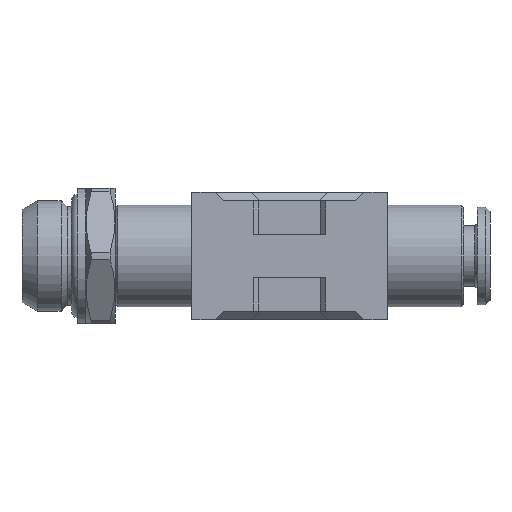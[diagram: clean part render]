
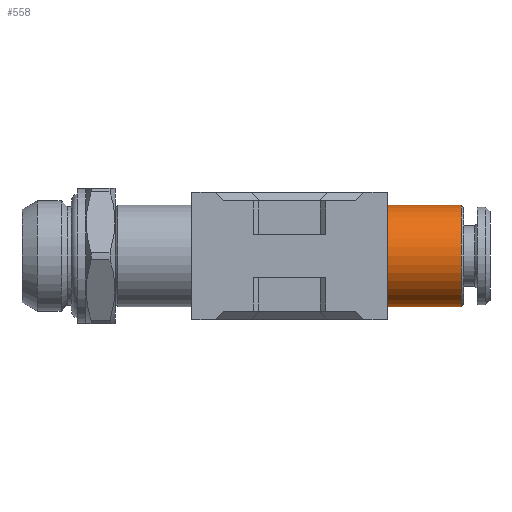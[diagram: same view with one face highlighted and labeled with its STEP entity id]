
A CAD part, front view. The second image highlights one B-rep face of the part: STEP entity #558.
In plain terms, the highlighted cylindrical face has radius 6 mm (diameter 12 mm), a partial arc.
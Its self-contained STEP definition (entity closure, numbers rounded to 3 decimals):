
#135 = EDGE_CURVE ( 'NONE', #369, #381, #2399, .T. ) ;
#341 = VERTEX_POINT ( 'NONE', #2581 ) ;
#369 = VERTEX_POINT ( 'NONE', #2609 ) ;
#381 = VERTEX_POINT ( 'NONE', #2621 ) ;
#558 = ADVANCED_FACE ( 'NONE', ( #4488 ), #4489, .T. ) ;
#990 = CARTESIAN_POINT ( 'NONE',  ( 20.2, 6.8, 0. ) ) ;
#991 = DIRECTION ( 'NONE',  ( -1., 0., 0. ) ) ;
#992 = DIRECTION ( 'NONE',  ( 0., 0., 1. ) ) ;
#1865 = VERTEX_POINT ( 'NONE', #8063 ) ;
#2102 = CARTESIAN_POINT ( 'NONE',  ( 11.5, 6.8, 0. ) ) ;
#2146 = DIRECTION ( 'NONE',  ( 1., 0., 0. ) ) ;
#2151 = DIRECTION ( 'NONE',  ( 0., -1., 0. ) ) ;
#2313 = VECTOR ( 'NONE', #7546, 1000. ) ;
#2399 = CIRCLE ( 'NONE', #2414, 6. ) ;
#2414 = AXIS2_PLACEMENT_3D ( 'NONE', #2102, #2146, #2151 ) ;
#2581 = CARTESIAN_POINT ( 'NONE',  ( 20.2, 6.8, 6. ) ) ;
#2609 = CARTESIAN_POINT ( 'NONE',  ( 11.5, 6.8, 6. ) ) ;
#2621 = CARTESIAN_POINT ( 'NONE',  ( 11.5, 6.8, -6. ) ) ;
#3488 = EDGE_CURVE ( 'NONE', #341, #369, #5528, .T. ) ;
#3747 = EDGE_CURVE ( 'NONE', #1865, #381, #5701, .T. ) ;
#3976 = ORIENTED_EDGE ( 'NONE', *, *, #3747, .F. ) ;
#3977 = ORIENTED_EDGE ( 'NONE', *, *, #135, .T. ) ;
#3978 = ORIENTED_EDGE ( 'NONE', *, *, #5938, .T. ) ;
#3979 = ORIENTED_EDGE ( 'NONE', *, *, #3488, .T. ) ;
#4488 = FACE_OUTER_BOUND ( 'NONE', #4668, .T. ) ;
#4489 = CYLINDRICAL_SURFACE ( 'NONE', #5986, 6. ) ;
#4668 = EDGE_LOOP ( 'NONE', ( #3976, #3978, #3979, #3977 ) ) ;
#5528 = LINE ( 'NONE', #7545, #2313 ) ;
#5701 = LINE ( 'NONE', #6925, #7272 ) ;
#5938 = EDGE_CURVE ( 'NONE', #1865, #341, #7293, .T. ) ;
#5986 = AXIS2_PLACEMENT_3D ( 'NONE', #6387, #6388, #6389 ) ;
#6387 = CARTESIAN_POINT ( 'NONE',  ( -16.695, 6.8, 0. ) ) ;
#6388 = DIRECTION ( 'NONE',  ( -1., 0., 0. ) ) ;
#6389 = DIRECTION ( 'NONE',  ( 0., 0., 1. ) ) ;
#6925 = CARTESIAN_POINT ( 'NONE',  ( -16.695, 6.8, -6. ) ) ;
#6926 = DIRECTION ( 'NONE',  ( -1., 0., 0. ) ) ;
#7272 = VECTOR ( 'NONE', #6926, 1000. ) ;
#7293 = CIRCLE ( 'NONE', #7294, 6. ) ;
#7294 = AXIS2_PLACEMENT_3D ( 'NONE', #990, #991, #992 ) ;
#7545 = CARTESIAN_POINT ( 'NONE',  ( -16.695, 6.8, 6. ) ) ;
#7546 = DIRECTION ( 'NONE',  ( -1., 0., 0. ) ) ;
#8063 = CARTESIAN_POINT ( 'NONE',  ( 20.2, 6.8, -6. ) ) ;
